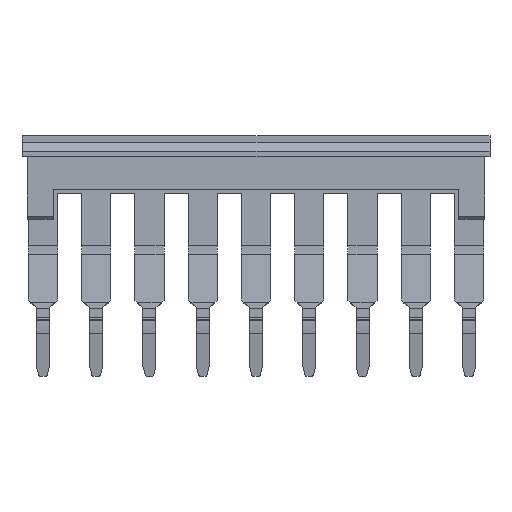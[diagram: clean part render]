
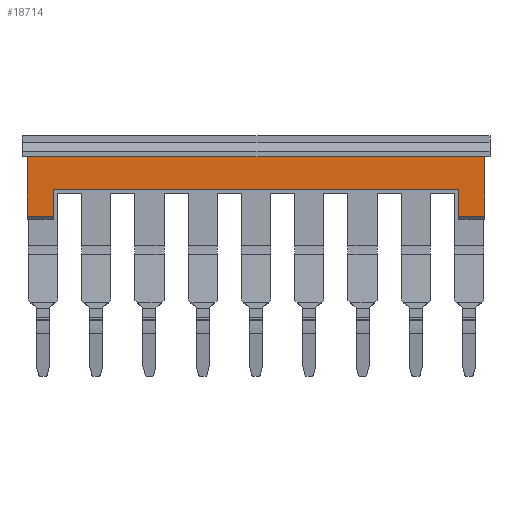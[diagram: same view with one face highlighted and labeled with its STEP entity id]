
A CAD part, front view. The second image highlights one B-rep face of the part: STEP entity #18714.
In plain terms, the highlighted planar face has unit normal (0, -1, 0).
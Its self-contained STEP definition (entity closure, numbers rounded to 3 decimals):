
#17835=AXIS2_PLACEMENT_3D('Plane Axis2P3D',#17832,#17833,#17834) ;
#17832=CARTESIAN_POINT('Axis2P3D Location',(44.3,0.5,21.022)) ;
#18301=CARTESIAN_POINT('Vertex',(0.5,0.5,21.022)) ;
#18304=CARTESIAN_POINT('Line Origine',(22.4,0.5,21.022)) ;
#18308=CARTESIAN_POINT('Vertex',(44.3,0.5,21.022)) ;
#18436=CARTESIAN_POINT('Vertex',(41.8,0.5,15.322)) ;
#18441=CARTESIAN_POINT('Line Origine',(41.8,0.5,16.622)) ;
#18445=CARTESIAN_POINT('Vertex',(41.8,0.5,17.922)) ;
#18472=CARTESIAN_POINT('Line Origine',(22.4,0.5,17.922)) ;
#18476=CARTESIAN_POINT('Vertex',(3.,0.5,17.922)) ;
#18496=CARTESIAN_POINT('Line Origine',(3.,0.5,16.622)) ;
#18500=CARTESIAN_POINT('Vertex',(3.,0.5,15.322)) ;
#18579=CARTESIAN_POINT('Vertex',(0.5,0.5,15.322)) ;
#18582=CARTESIAN_POINT('Line Origine',(0.5,0.5,18.172)) ;
#18601=CARTESIAN_POINT('Line Origine',(1.75,0.5,15.322)) ;
#18682=CARTESIAN_POINT('Vertex',(44.3,0.5,15.322)) ;
#18685=CARTESIAN_POINT('Line Origine',(44.3,0.5,18.172)) ;
#18699=CARTESIAN_POINT('Line Origine',(43.05,0.5,15.322)) ;
#17833=DIRECTION('Axis2P3D Direction',(0.,1.,0.)) ;
#17834=DIRECTION('Axis2P3D XDirection',(0.,0.,-1.)) ;
#18305=DIRECTION('Vector Direction',(-1.,0.,0.)) ;
#18442=DIRECTION('Vector Direction',(0.,0.,1.)) ;
#18473=DIRECTION('Vector Direction',(1.,0.,0.)) ;
#18497=DIRECTION('Vector Direction',(0.,0.,1.)) ;
#18583=DIRECTION('Vector Direction',(0.,0.,-1.)) ;
#18602=DIRECTION('Vector Direction',(1.,0.,0.)) ;
#18686=DIRECTION('Vector Direction',(0.,0.,-1.)) ;
#18700=DIRECTION('Vector Direction',(-1.,0.,0.)) ;
#18306=VECTOR('Line Direction',#18305,1.) ;
#18443=VECTOR('Line Direction',#18442,1.) ;
#18474=VECTOR('Line Direction',#18473,1.) ;
#18498=VECTOR('Line Direction',#18497,1.) ;
#18584=VECTOR('Line Direction',#18583,1.) ;
#18603=VECTOR('Line Direction',#18602,1.) ;
#18687=VECTOR('Line Direction',#18686,1.) ;
#18701=VECTOR('Line Direction',#18700,1.) ;
#18705=ORIENTED_EDGE('',*,*,#18605,.T.) ;
#18706=ORIENTED_EDGE('',*,*,#18502,.F.) ;
#18707=ORIENTED_EDGE('',*,*,#18478,.F.) ;
#18708=ORIENTED_EDGE('',*,*,#18447,.F.) ;
#18709=ORIENTED_EDGE('',*,*,#18703,.F.) ;
#18710=ORIENTED_EDGE('',*,*,#18689,.F.) ;
#18711=ORIENTED_EDGE('',*,*,#18310,.T.) ;
#18712=ORIENTED_EDGE('',*,*,#18586,.F.) ;
#18714=ADVANCED_FACE('Kunststoff',(#18713),#17836,.F.) ;
#18310=EDGE_CURVE('',#18309,#18302,#18307,.T.) ;
#18447=EDGE_CURVE('',#18437,#18446,#18444,.T.) ;
#18478=EDGE_CURVE('',#18446,#18477,#18475,.F.) ;
#18502=EDGE_CURVE('',#18477,#18501,#18499,.F.) ;
#18586=EDGE_CURVE('',#18580,#18302,#18585,.F.) ;
#18605=EDGE_CURVE('',#18580,#18501,#18604,.T.) ;
#18689=EDGE_CURVE('',#18309,#18683,#18688,.T.) ;
#18703=EDGE_CURVE('',#18683,#18437,#18702,.T.) ;
#18704=EDGE_LOOP('',(#18705,#18706,#18707,#18708,#18709,#18710,#18711,#18712)) ;
#18713=FACE_OUTER_BOUND('',#18704,.T.) ;
#18307=LINE('Line',#18304,#18306) ;
#18444=LINE('Line',#18441,#18443) ;
#18475=LINE('Line',#18472,#18474) ;
#18499=LINE('Line',#18496,#18498) ;
#18585=LINE('Line',#18582,#18584) ;
#18604=LINE('Line',#18601,#18603) ;
#18688=LINE('Line',#18685,#18687) ;
#18702=LINE('Line',#18699,#18701) ;
#17836=PLANE('',#17835) ;
#18302=VERTEX_POINT('',#18301) ;
#18309=VERTEX_POINT('',#18308) ;
#18437=VERTEX_POINT('',#18436) ;
#18446=VERTEX_POINT('',#18445) ;
#18477=VERTEX_POINT('',#18476) ;
#18501=VERTEX_POINT('',#18500) ;
#18580=VERTEX_POINT('',#18579) ;
#18683=VERTEX_POINT('',#18682) ;
